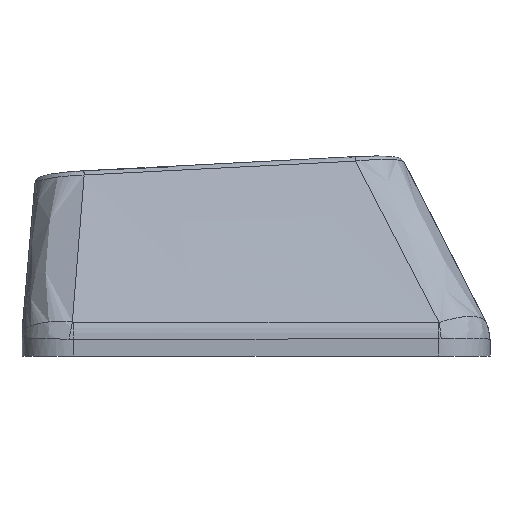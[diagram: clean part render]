
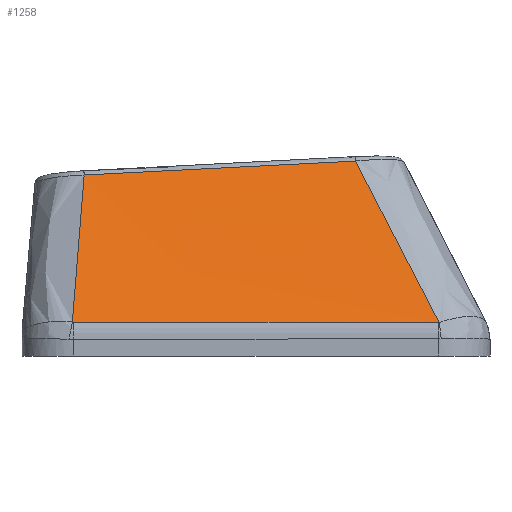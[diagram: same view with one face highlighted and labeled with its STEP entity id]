
A CAD part, left-side view. The second image highlights one B-rep face of the part: STEP entity #1258.
In plain terms, the highlighted free-form (B-spline) face has degree [3, 3] with [4, 4] control points.
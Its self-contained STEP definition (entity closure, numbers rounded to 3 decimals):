
#114=B_SPLINE_SURFACE_WITH_KNOTS('',3,3,((#2592,#2593,#2594,#2595),(#2596,
#2597,#2598,#2599),(#2600,#2601,#2602,#2603),(#2604,#2605,#2606,#2607)),
 .UNSPECIFIED.,.F.,.F.,.F.,(4,4),(4,4),(0.107,0.899),
(0.028,0.956),.UNSPECIFIED.);
#167=FACE_OUTER_BOUND('',#243,.T.);
#243=EDGE_LOOP('',(#973,#974,#975,#976,#977,#978));
#423=B_SPLINE_CURVE_WITH_KNOTS('',3,(#1965,#1966,#1967,#1968),
 .UNSPECIFIED.,.F.,.F.,(4,4),(0.,0.003),
 .UNSPECIFIED.);
#424=B_SPLINE_CURVE_WITH_KNOTS('',3,(#1986,#1987,#1988,#1989),
 .UNSPECIFIED.,.F.,.F.,(4,4),(-1.416,0.),.UNSPECIFIED.);
#427=B_SPLINE_CURVE_WITH_KNOTS('',3,(#2019,#2020,#2021,#2022),
 .UNSPECIFIED.,.F.,.F.,(4,4),(0.,0.004),.UNSPECIFIED.);
#438=B_SPLINE_CURVE_WITH_KNOTS('',3,(#2249,#2250,#2251,#2252),
 .UNSPECIFIED.,.F.,.F.,(4,4),(0.023,0.785),
 .UNSPECIFIED.);
#452=B_SPLINE_CURVE_WITH_KNOTS('',3,(#2515,#2516,#2517,#2518),
 .UNSPECIFIED.,.F.,.F.,(4,4),(0.,1.055),.UNSPECIFIED.);
#457=B_SPLINE_CURVE_WITH_KNOTS('',3,(#2608,#2609,#2610,#2611),
 .UNSPECIFIED.,.F.,.F.,(4,4),(-0.661,-0.021),
 .UNSPECIFIED.);
#530=VERTEX_POINT('',#1927);
#532=VERTEX_POINT('',#1958);
#534=VERTEX_POINT('',#1985);
#536=VERTEX_POINT('',#2012);
#552=VERTEX_POINT('',#2243);
#564=VERTEX_POINT('',#2513);
#668=EDGE_CURVE('',#530,#532,#423,.T.);
#669=EDGE_CURVE('',#532,#534,#424,.T.);
#674=EDGE_CURVE('',#534,#536,#427,.T.);
#700=EDGE_CURVE('',#552,#530,#438,.T.);
#721=EDGE_CURVE('',#564,#552,#452,.T.);
#727=EDGE_CURVE('',#536,#564,#457,.T.);
#973=ORIENTED_EDGE('',*,*,#668,.F.);
#974=ORIENTED_EDGE('',*,*,#700,.F.);
#975=ORIENTED_EDGE('',*,*,#721,.F.);
#976=ORIENTED_EDGE('',*,*,#727,.F.);
#977=ORIENTED_EDGE('',*,*,#674,.F.);
#978=ORIENTED_EDGE('',*,*,#669,.F.);
#1258=ADVANCED_FACE('',(#167),#114,.F.);
#1927=CARTESIAN_POINT('',(-13.706,-7.107,0.299));
#1958=CARTESIAN_POINT('',(-13.706,-7.079,0.298));
#1965=CARTESIAN_POINT('Ctrl Pts',(-13.706,-7.107,0.299));
#1966=CARTESIAN_POINT('Ctrl Pts',(-13.706,-7.098,0.298));
#1967=CARTESIAN_POINT('Ctrl Pts',(-13.706,-7.088,0.298));
#1968=CARTESIAN_POINT('Ctrl Pts',(-13.706,-7.079,0.298));
#1985=CARTESIAN_POINT('',(-13.683,7.082,0.318));
#1986=CARTESIAN_POINT('Ctrl Pts',(-13.706,-7.079,0.298));
#1987=CARTESIAN_POINT('Ctrl Pts',(-13.699,-2.359,0.304));
#1988=CARTESIAN_POINT('Ctrl Pts',(-13.692,2.361,0.311));
#1989=CARTESIAN_POINT('Ctrl Pts',(-13.683,7.082,0.318));
#2012=CARTESIAN_POINT('',(-13.681,7.125,0.322));
#2019=CARTESIAN_POINT('Ctrl Pts',(-13.683,7.082,0.318));
#2020=CARTESIAN_POINT('Ctrl Pts',(-13.683,7.096,0.318));
#2021=CARTESIAN_POINT('Ctrl Pts',(-13.683,7.111,0.319));
#2022=CARTESIAN_POINT('Ctrl Pts',(-13.681,7.125,0.322));
#2243=CARTESIAN_POINT('',(-10.82,-3.863,6.565));
#2249=CARTESIAN_POINT('Ctrl Pts',(-10.82,-3.863,6.565));
#2250=CARTESIAN_POINT('Ctrl Pts',(-11.785,-4.947,4.478));
#2251=CARTESIAN_POINT('Ctrl Pts',(-12.746,-6.028,2.389));
#2252=CARTESIAN_POINT('Ctrl Pts',(-13.706,-7.107,0.299));
#2513=CARTESIAN_POINT('',(-10.824,6.669,6.025));
#2515=CARTESIAN_POINT('Ctrl Pts',(-10.824,6.669,6.025));
#2516=CARTESIAN_POINT('Ctrl Pts',(-10.823,3.158,6.204));
#2517=CARTESIAN_POINT('Ctrl Pts',(-10.821,-0.353,6.384));
#2518=CARTESIAN_POINT('Ctrl Pts',(-10.82,-3.863,6.565));
#2592=CARTESIAN_POINT('Ctrl Pts',(-10.82,7.032,6.014));
#2593=CARTESIAN_POINT('Ctrl Pts',(-11.782,7.063,4.1));
#2594=CARTESIAN_POINT('Ctrl Pts',(-12.744,7.095,2.186));
#2595=CARTESIAN_POINT('Ctrl Pts',(-13.706,7.126,0.272));
#2596=CARTESIAN_POINT('Ctrl Pts',(-10.82,3.273,6.204));
#2597=CARTESIAN_POINT('Ctrl Pts',(-11.782,2.976,4.23));
#2598=CARTESIAN_POINT('Ctrl Pts',(-12.744,2.679,2.255));
#2599=CARTESIAN_POINT('Ctrl Pts',(-13.706,2.382,0.28));
#2600=CARTESIAN_POINT('Ctrl Pts',(-10.82,-0.485,
6.394));
#2601=CARTESIAN_POINT('Ctrl Pts',(-11.782,-1.111,4.359));
#2602=CARTESIAN_POINT('Ctrl Pts',(-12.744,-1.737,2.324));
#2603=CARTESIAN_POINT('Ctrl Pts',(-13.706,-2.363,0.289));
#2604=CARTESIAN_POINT('Ctrl Pts',(-10.82,-4.243,6.584));
#2605=CARTESIAN_POINT('Ctrl Pts',(-11.782,-5.198,4.488));
#2606=CARTESIAN_POINT('Ctrl Pts',(-12.744,-6.152,2.393));
#2607=CARTESIAN_POINT('Ctrl Pts',(-13.706,-7.107,0.298));
#2608=CARTESIAN_POINT('Ctrl Pts',(-13.681,7.125,0.322));
#2609=CARTESIAN_POINT('Ctrl Pts',(-12.726,6.97,2.222));
#2610=CARTESIAN_POINT('Ctrl Pts',(-11.773,6.818,4.123));
#2611=CARTESIAN_POINT('Ctrl Pts',(-10.824,6.669,6.025));
